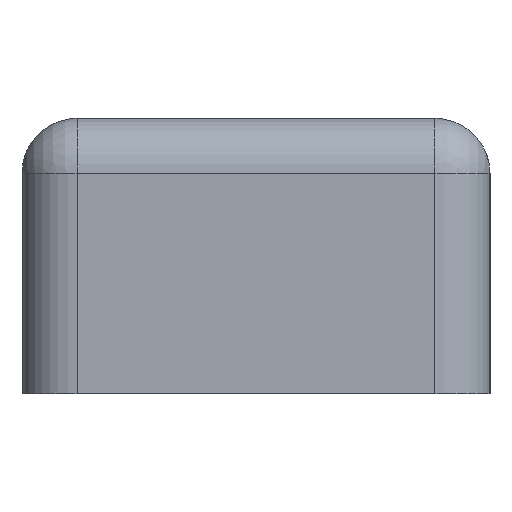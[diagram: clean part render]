
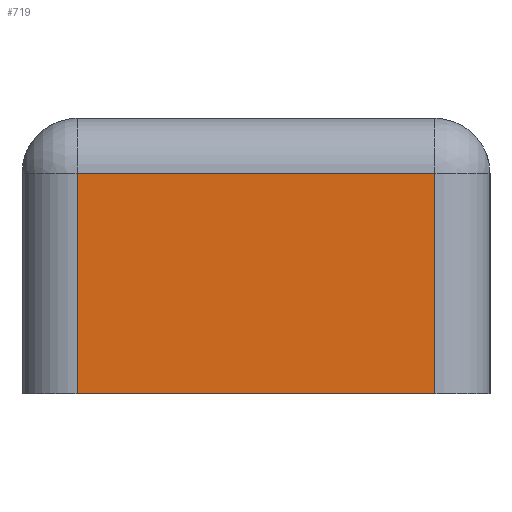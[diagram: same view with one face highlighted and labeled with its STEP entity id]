
A CAD part, left-side view. The second image highlights one B-rep face of the part: STEP entity #719.
In plain terms, the highlighted planar face has unit normal (-1, 0, 0).
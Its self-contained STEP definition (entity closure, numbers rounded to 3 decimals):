
#47 = CARTESIAN_POINT ( 'NONE',  ( 692.028, 1762.074, 2941.342 ) ) ;
#87 = FACE_OUTER_BOUND ( 'NONE', #1643, .T. ) ;
#95 = ORIENTED_EDGE ( 'NONE', *, *, #1161, .T. ) ;
#134 = EDGE_CURVE ( 'NONE', #1070, #1527, #716, .T. ) ;
#149 = CARTESIAN_POINT ( 'NONE',  ( 692.028, 1762.074, 2966.742 ) ) ;
#273 = CARTESIAN_POINT ( 'NONE',  ( 692.028, 1729.058, 2966.742 ) ) ;
#645 = CARTESIAN_POINT ( 'NONE',  ( 692.028, 1762.074, 2966.742 ) ) ;
#660 = CARTESIAN_POINT ( 'NONE',  ( 692.028, 1762.074, 2961.662 ) ) ;
#677 = CARTESIAN_POINT ( 'NONE',  ( 692.028, 1762.074, 2961.662 ) ) ;
#691 = DIRECTION ( 'NONE',  ( 0., -1., 0. ) ) ;
#715 = VERTEX_POINT ( 'NONE', #1709 ) ;
#716 = LINE ( 'NONE', #1057, #1677 ) ;
#719 = ADVANCED_FACE ( 'NONE', ( #87 ), #2273, .F. ) ;
#802 = VECTOR ( 'NONE', #1410, 1000. ) ;
#869 = DIRECTION ( 'NONE',  ( 0., 0., -1. ) ) ;
#1057 = CARTESIAN_POINT ( 'NONE',  ( 692.028, 1762.074, 2941.342 ) ) ;
#1061 = CARTESIAN_POINT ( 'NONE',  ( 692.028, 1729.058, 2941.342 ) ) ;
#1070 = VERTEX_POINT ( 'NONE', #47 ) ;
#1109 = ORIENTED_EDGE ( 'NONE', *, *, #134, .T. ) ;
#1128 = EDGE_CURVE ( 'NONE', #1423, #1070, #2104, .T. ) ;
#1161 = EDGE_CURVE ( 'NONE', #715, #1423, #1750, .T. ) ;
#1222 = DIRECTION ( 'NONE',  ( 0., 0., -1. ) ) ;
#1367 = DIRECTION ( 'NONE',  ( 1., 0., 0. ) ) ;
#1410 = DIRECTION ( 'NONE',  ( 0., 0., -1. ) ) ;
#1423 = VERTEX_POINT ( 'NONE', #660 ) ;
#1512 = LINE ( 'NONE', #273, #1713 ) ;
#1527 = VERTEX_POINT ( 'NONE', #1061 ) ;
#1561 = DIRECTION ( 'NONE',  ( 0., 1., 0. ) ) ;
#1643 = EDGE_LOOP ( 'NONE', ( #1845, #95, #2342, #1109 ) ) ;
#1677 = VECTOR ( 'NONE', #691, 1000. ) ;
#1709 = CARTESIAN_POINT ( 'NONE',  ( 692.028, 1729.058, 2961.662 ) ) ;
#1713 = VECTOR ( 'NONE', #1222, 1000. ) ;
#1750 = LINE ( 'NONE', #677, #2021 ) ;
#1845 = ORIENTED_EDGE ( 'NONE', *, *, #2331, .F. ) ;
#1983 = AXIS2_PLACEMENT_3D ( 'NONE', #645, #1367, #869 ) ;
#2021 = VECTOR ( 'NONE', #1561, 1000. ) ;
#2104 = LINE ( 'NONE', #149, #802 ) ;
#2273 = PLANE ( 'NONE',  #1983 ) ;
#2331 = EDGE_CURVE ( 'NONE', #715, #1527, #1512, .T. ) ;
#2342 = ORIENTED_EDGE ( 'NONE', *, *, #1128, .T. ) ;
